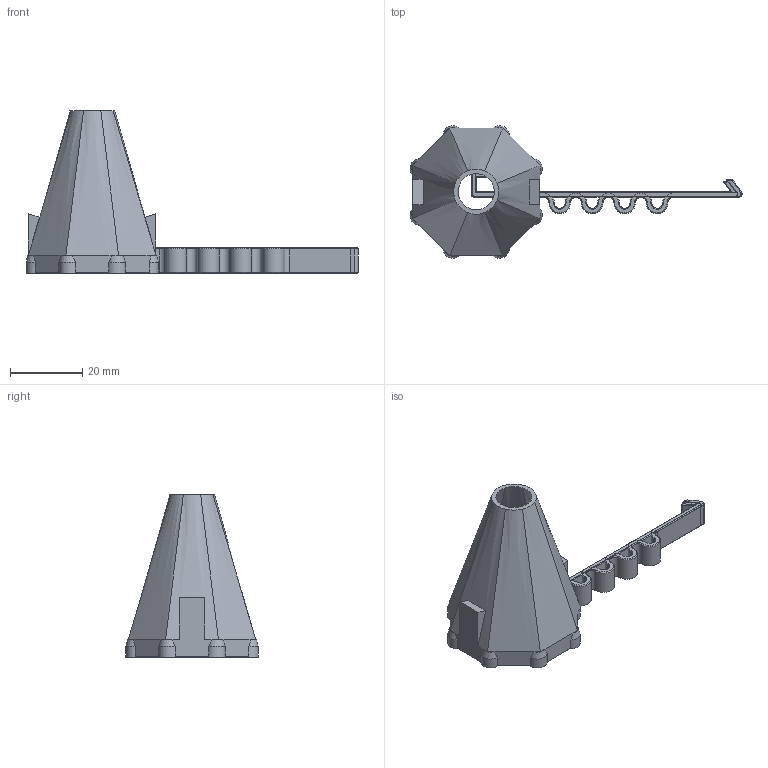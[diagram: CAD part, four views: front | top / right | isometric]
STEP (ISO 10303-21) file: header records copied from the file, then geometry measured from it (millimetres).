
FILE_DESCRIPTION(/* description */ (''),/* implementation_level */ '2;1');
FILE_NAME(/* name */ 'JetFanNozzle.step',/* time_stamp */ '2025-10-14T05:33:18+02:00',/* author */ (''),/* organization */ (''),/* preprocessor_version */ 'ST-DEVELOPER v20.1',/* originating_system */ 'Autodesk Translation Framework v14.17.0.0',/* authorisation */ '');
FILE_SCHEMA (('AUTOMOTIVE_DESIGN { 1 0 10303 214 3 1 1 }'));
Length unit declared in the file: millimetre
Products named in the file (4): Jet Fan Nozzle; Nozzle_10mm; Clip; Clip_Springy
Assembly tree (3 placements, depth 2):
  Jet Fan Nozzle
    Nozzle_10mm
    Clip
    Clip_Springy
Bounding box: 91.96 x 36.68 x 45 mm (x, y, z)
Volume: 11073.9 mm3; surface area: 10708.6 mm2
Topology: 3 solids, 3 shells, 291 faces, 699 edges, 414 vertices
Faces by surface type: plane 122, cone 97, cylinder 64, bspline 8
Full cylindrical faces by diameter (mm): 3.5 x8
Entity records: 8696 total; most frequent: CARTESIAN_POINT 1923, DIRECTION 1431, ORIENTED_EDGE 1382, EDGE_CURVE 691, AXIS2_PLACEMENT_3D 540, VERTEX_POINT 414, LINE 351, VECTOR 351
